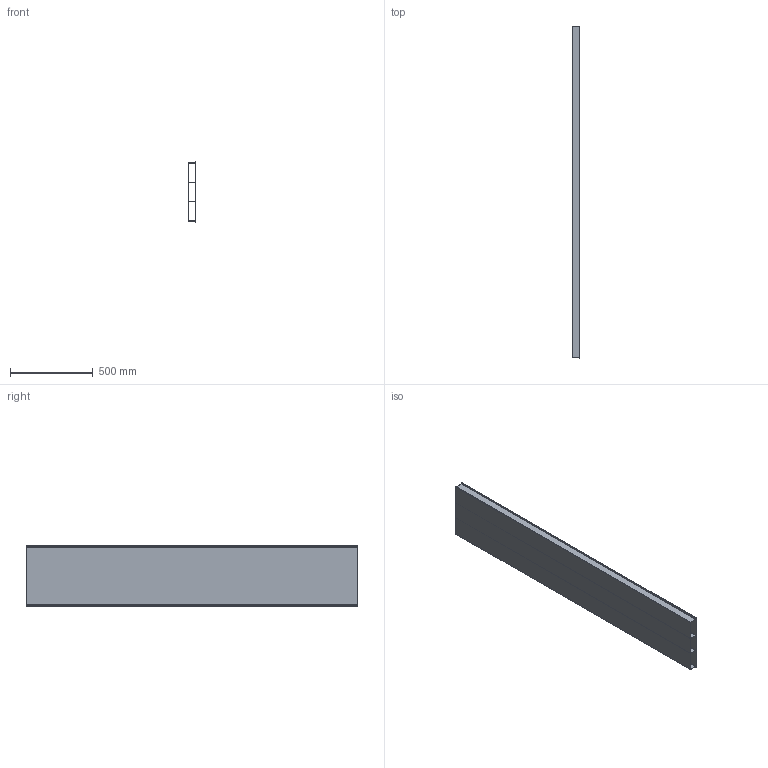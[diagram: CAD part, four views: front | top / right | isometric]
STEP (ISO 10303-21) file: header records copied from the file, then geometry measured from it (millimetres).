
FILE_DESCRIPTION((''),'2;1');
FILE_NAME('7400344_ASM','2013-06-07T',('AndreasKeweloh'),(''),'PRO/ENGINEER BY PARAMETRIC TECHNOLOGY CORPORATION, 2012360','PRO/ENGINEER BY PARAMETRIC TECHNOLOGY CORPORATION, 2012360','');
FILE_SCHEMA(('CONFIG_CONTROL_DESIGN'));
Length unit declared in the file: millimetre
Products named in the file (4): 7400344_3; 7400344_2; 7400344_1; 7400344_ASM
Assembly tree (4 placements, depth 2):
  7400344_ASM
    7400344_3
    7400344_2
    7400344_1  x2
Bounding box: 47.6 x 2000 x 370 mm (x, y, z)
Volume: 1617452.1 mm3; surface area: 3872342.7 mm2
Topology: 4 solids, 4 shells, 232 faces, 492 edges, 324 vertices
Faces by surface type: cylinder 128, plane 104
Entity records: 6168 total; most frequent: DIRECTION 1184, CARTESIAN_POINT 1006, ORIENTED_EDGE 936, AXIS2_PLACEMENT_3D 486, EDGE_CURVE 468, VERTEX_POINT 308, EDGE_LOOP 278, CIRCLE 256
